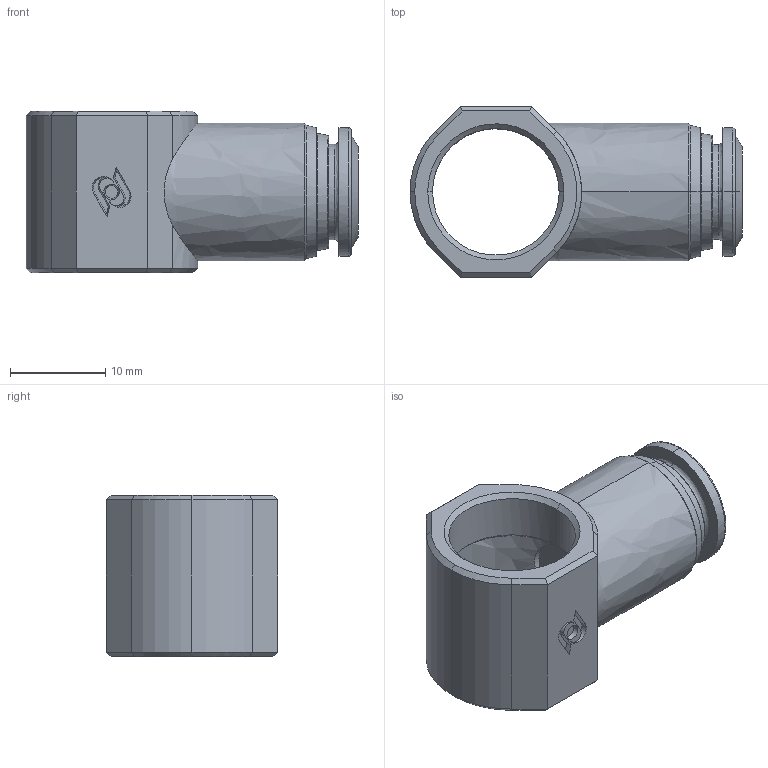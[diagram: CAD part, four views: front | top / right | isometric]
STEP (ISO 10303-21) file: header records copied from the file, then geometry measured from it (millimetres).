
FILE_DESCRIPTION (( 'STEP AP214' ), '1' );
FILE_NAME ('BBS-G02-08_ME.STEP', '2018-09-05T06:57:30', ( '' ), ( '' ), 'SwSTEP 2.0', 'SolidWorks 2018', '' );
FILE_SCHEMA (( 'AUTOMOTIVE_DESIGN' ));
Length unit declared in the file: millimetre
Products named in the file (1): BBS-G02-08_ME
Bounding box: 34.9 x 18 x 17 mm (x, y, z)
Volume: 4379.6 mm3; surface area: 2986.9 mm2
Topology: 1 solids, 1 shells, 122 faces, 281 edges, 168 vertices
Faces by surface type: bspline 122
Entity records: 4580 total; most frequent: CARTESIAN_POINT 2893, ORIENTED_EDGE 558, EDGE_CURVE 279, B_SPLINE_CURVE_WITH_KNOTS 195, VERTEX_POINT 168, EDGE_LOOP 137, ADVANCED_FACE 122, FACE_OUTER_BOUND 122
